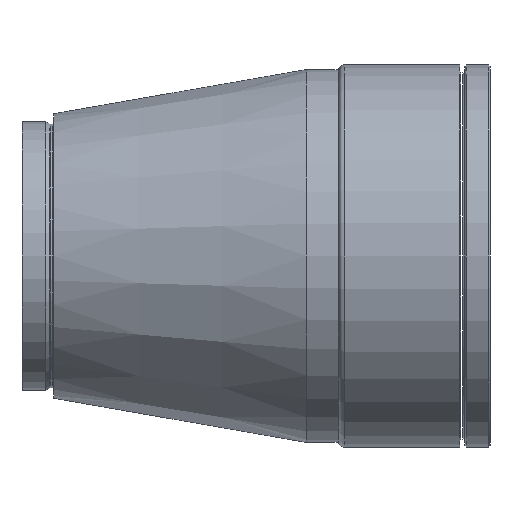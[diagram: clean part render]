
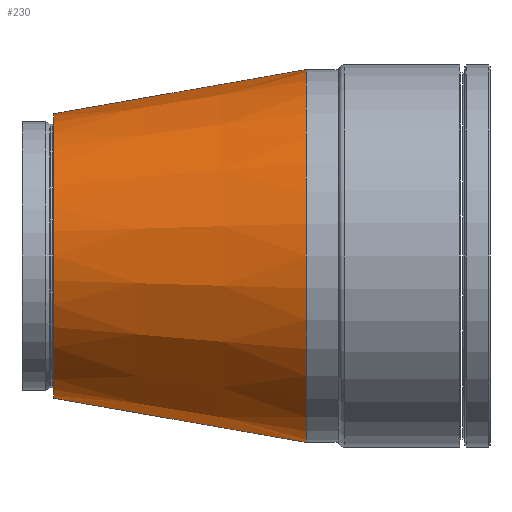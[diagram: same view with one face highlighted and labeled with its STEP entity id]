
A CAD part, front view. The second image highlights one B-rep face of the part: STEP entity #230.
In plain terms, the highlighted conical face has half-angle 9.926 degrees and reference radius 59 mm.
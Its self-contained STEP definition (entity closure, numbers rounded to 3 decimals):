
#24 = EDGE_CURVE ( 'NONE', #532, #991, #1139, .T. ) ;
#29 = ORIENTED_EDGE ( 'NONE', *, *, #24, .T. ) ;
#113 = EDGE_CURVE ( 'NONE', #850, #532, #706, .T. ) ;
#122 = DIRECTION ( 'NONE',  ( 0., 0., -1. ) ) ;
#161 = DIRECTION ( 'NONE',  ( 0., 0., 1. ) ) ;
#168 = DIRECTION ( 'NONE',  ( 0., 0., 1. ) ) ;
#173 = AXIS2_PLACEMENT_3D ( 'NONE', #1081, #896, #122 ) ;
#195 = AXIS2_PLACEMENT_3D ( 'NONE', #254, #834, #161 ) ;
#230 = ADVANCED_FACE ( 'NONE', ( #297 ), #403, .T. ) ;
#254 = CARTESIAN_POINT ( 'NONE',  ( 81.497, 0., 0. ) ) ;
#297 = FACE_OUTER_BOUND ( 'NONE', #439, .T. ) ;
#340 = VECTOR ( 'NONE', #871, 1000. ) ;
#403 = CONICAL_SURFACE ( 'NONE', #173, 59., 0.173 ) ;
#423 = ORIENTED_EDGE ( 'NONE', *, *, #992, .F. ) ;
#439 = EDGE_LOOP ( 'NONE', ( #569, #423, #1150, #29 ) ) ;
#480 = CARTESIAN_POINT ( 'NONE',  ( 1.497, 0., 45. ) ) ;
#532 = VERTEX_POINT ( 'NONE', #636 ) ;
#536 = DIRECTION ( 'NONE',  ( 0.985, 0., -0.172 ) ) ;
#543 = LINE ( 'NONE', #1052, #340 ) ;
#569 = ORIENTED_EDGE ( 'NONE', *, *, #894, .F. ) ;
#627 = CARTESIAN_POINT ( 'NONE',  ( 1.497, 0., 0. ) ) ;
#635 = CARTESIAN_POINT ( 'NONE',  ( 81.497, 0., 59. ) ) ;
#636 = CARTESIAN_POINT ( 'NONE',  ( 81.497, 0., -59. ) ) ;
#666 = VECTOR ( 'NONE', #536, 1000. ) ;
#678 = CIRCLE ( 'NONE', #787, 45. ) ;
#706 = LINE ( 'NONE', #1193, #666 ) ;
#787 = AXIS2_PLACEMENT_3D ( 'NONE', #627, #1032, #168 ) ;
#822 = VERTEX_POINT ( 'NONE', #480 ) ;
#834 = DIRECTION ( 'NONE',  ( -1., 0., 0. ) ) ;
#850 = VERTEX_POINT ( 'NONE', #1244 ) ;
#871 = DIRECTION ( 'NONE',  ( 0.985, 0., 0.172 ) ) ;
#894 = EDGE_CURVE ( 'NONE', #822, #991, #543, .T. ) ;
#896 = DIRECTION ( 'NONE',  ( 1., 0., 0. ) ) ;
#991 = VERTEX_POINT ( 'NONE', #635 ) ;
#992 = EDGE_CURVE ( 'NONE', #850, #822, #678, .T. ) ;
#1032 = DIRECTION ( 'NONE',  ( -1., 0., 0. ) ) ;
#1052 = CARTESIAN_POINT ( 'NONE',  ( 81.497, 0., 59. ) ) ;
#1081 = CARTESIAN_POINT ( 'NONE',  ( 81.497, 0., 0. ) ) ;
#1139 = CIRCLE ( 'NONE', #195, 59. ) ;
#1150 = ORIENTED_EDGE ( 'NONE', *, *, #113, .T. ) ;
#1193 = CARTESIAN_POINT ( 'NONE',  ( 81.497, 0., -59. ) ) ;
#1244 = CARTESIAN_POINT ( 'NONE',  ( 1.497, 0., -45. ) ) ;
